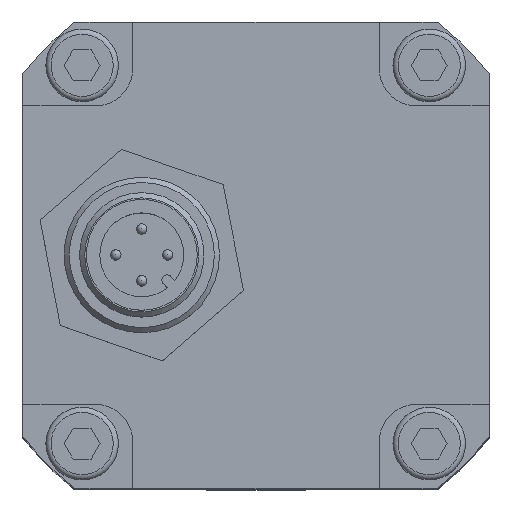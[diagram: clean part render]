
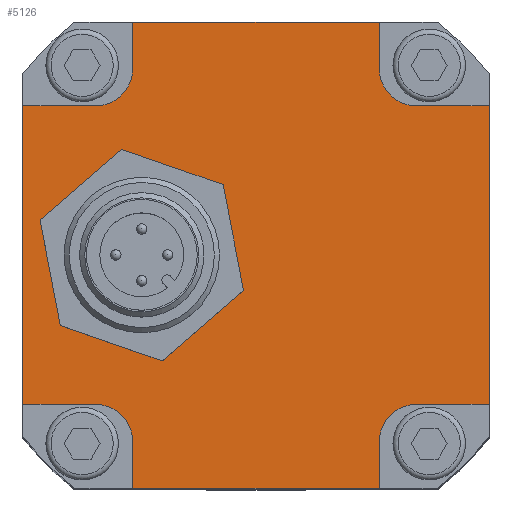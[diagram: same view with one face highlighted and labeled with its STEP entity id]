
A CAD part, top view. The second image highlights one B-rep face of the part: STEP entity #5126.
In plain terms, the highlighted planar face has unit normal (0, 0, 1).
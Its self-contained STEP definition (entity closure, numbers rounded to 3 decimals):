
#294=FACE_BOUND('',#1011,.T.);
#333=CIRCLE('',#5400,3.6);
#336=CIRCLE('',#5407,3.6);
#339=CIRCLE('',#5414,3.6);
#342=CIRCLE('',#5421,3.6);
#712=FACE_OUTER_BOUND('',#1010,.T.);
#1010=EDGE_LOOP('',(#4399,#4400,#4401,#4402,#4403,#4404,#4405,#4406,#4407,
#4408,#4409,#4410,#4411,#4412,#4413,#4414));
#1011=EDGE_LOOP('',(#4415,#4416,#4417,#4418,#4419,#4420));
#1071=LINE('',#7023,#1561);
#1075=LINE('',#7031,#1565);
#1078=LINE('',#7037,#1568);
#1081=LINE('',#7043,#1571);
#1084=LINE('',#7049,#1574);
#1087=LINE('',#7054,#1577);
#1409=LINE('',#8139,#1899);
#1413=LINE('',#8151,#1903);
#1419=LINE('',#8166,#1909);
#1423=LINE('',#8178,#1913);
#1429=LINE('',#8193,#1919);
#1433=LINE('',#8205,#1923);
#1439=LINE('',#8220,#1929);
#1443=LINE('',#8232,#1933);
#1455=LINE('',#8262,#1945);
#1513=LINE('',#8589,#2003);
#1514=LINE('',#8591,#2004);
#1515=LINE('',#8593,#2005);
#1561=VECTOR('',#5680,10.);
#1565=VECTOR('',#5686,10.);
#1568=VECTOR('',#5691,10.);
#1571=VECTOR('',#5696,10.);
#1574=VECTOR('',#5701,10.);
#1577=VECTOR('',#5706,10.);
#1899=VECTOR('',#6314,10.);
#1903=VECTOR('',#6326,10.);
#1909=VECTOR('',#6338,10.);
#1913=VECTOR('',#6350,10.);
#1919=VECTOR('',#6362,10.);
#1923=VECTOR('',#6374,10.);
#1929=VECTOR('',#6386,10.);
#1933=VECTOR('',#6398,10.);
#1945=VECTOR('',#6428,10.);
#2003=VECTOR('',#6798,10.);
#2004=VECTOR('',#6801,10.);
#2005=VECTOR('',#6804,10.);
#2051=VERTEX_POINT('',#7021);
#2052=VERTEX_POINT('',#7022);
#2055=VERTEX_POINT('',#7030);
#2057=VERTEX_POINT('',#7036);
#2059=VERTEX_POINT('',#7042);
#2061=VERTEX_POINT('',#7048);
#2323=VERTEX_POINT('',#8136);
#2324=VERTEX_POINT('',#8138);
#2326=VERTEX_POINT('',#8144);
#2328=VERTEX_POINT('',#8150);
#2333=VERTEX_POINT('',#8163);
#2334=VERTEX_POINT('',#8165);
#2336=VERTEX_POINT('',#8171);
#2338=VERTEX_POINT('',#8177);
#2343=VERTEX_POINT('',#8190);
#2344=VERTEX_POINT('',#8192);
#2346=VERTEX_POINT('',#8198);
#2348=VERTEX_POINT('',#8204);
#2353=VERTEX_POINT('',#8217);
#2354=VERTEX_POINT('',#8219);
#2356=VERTEX_POINT('',#8225);
#2358=VERTEX_POINT('',#8231);
#2546=EDGE_CURVE('',#2051,#2052,#1071,.T.);
#2550=EDGE_CURVE('',#2052,#2055,#1075,.T.);
#2553=EDGE_CURVE('',#2055,#2057,#1078,.T.);
#2556=EDGE_CURVE('',#2057,#2059,#1081,.T.);
#2559=EDGE_CURVE('',#2059,#2061,#1084,.T.);
#2562=EDGE_CURVE('',#2061,#2051,#1087,.T.);
#2950=EDGE_CURVE('',#2324,#2323,#1409,.T.);
#2953=EDGE_CURVE('',#2326,#2324,#333,.T.);
#2956=EDGE_CURVE('',#2328,#2326,#1413,.T.);
#2963=EDGE_CURVE('',#2334,#2333,#1419,.T.);
#2966=EDGE_CURVE('',#2336,#2334,#336,.T.);
#2969=EDGE_CURVE('',#2338,#2336,#1423,.T.);
#2976=EDGE_CURVE('',#2344,#2343,#1429,.T.);
#2979=EDGE_CURVE('',#2346,#2344,#339,.T.);
#2982=EDGE_CURVE('',#2348,#2346,#1433,.T.);
#2989=EDGE_CURVE('',#2354,#2353,#1439,.T.);
#2992=EDGE_CURVE('',#2356,#2354,#342,.T.);
#2995=EDGE_CURVE('',#2358,#2356,#1443,.T.);
#3011=EDGE_CURVE('',#2358,#2323,#1455,.T.);
#3166=EDGE_CURVE('',#2338,#2343,#1513,.T.);
#3167=EDGE_CURVE('',#2348,#2353,#1514,.T.);
#3168=EDGE_CURVE('',#2328,#2333,#1515,.T.);
#4399=ORIENTED_EDGE('',*,*,#2950,.T.);
#4400=ORIENTED_EDGE('',*,*,#3011,.F.);
#4401=ORIENTED_EDGE('',*,*,#2995,.T.);
#4402=ORIENTED_EDGE('',*,*,#2992,.T.);
#4403=ORIENTED_EDGE('',*,*,#2989,.T.);
#4404=ORIENTED_EDGE('',*,*,#3167,.F.);
#4405=ORIENTED_EDGE('',*,*,#2982,.T.);
#4406=ORIENTED_EDGE('',*,*,#2979,.T.);
#4407=ORIENTED_EDGE('',*,*,#2976,.T.);
#4408=ORIENTED_EDGE('',*,*,#3166,.F.);
#4409=ORIENTED_EDGE('',*,*,#2969,.T.);
#4410=ORIENTED_EDGE('',*,*,#2966,.T.);
#4411=ORIENTED_EDGE('',*,*,#2963,.T.);
#4412=ORIENTED_EDGE('',*,*,#3168,.F.);
#4413=ORIENTED_EDGE('',*,*,#2956,.T.);
#4414=ORIENTED_EDGE('',*,*,#2953,.T.);
#4415=ORIENTED_EDGE('',*,*,#2546,.T.);
#4416=ORIENTED_EDGE('',*,*,#2550,.T.);
#4417=ORIENTED_EDGE('',*,*,#2553,.T.);
#4418=ORIENTED_EDGE('',*,*,#2556,.T.);
#4419=ORIENTED_EDGE('',*,*,#2559,.T.);
#4420=ORIENTED_EDGE('',*,*,#2562,.T.);
#4873=PLANE('',#5590);
#5126=ADVANCED_FACE('',(#712,#294),#4873,.T.);
#5400=AXIS2_PLACEMENT_3D('',#8145,#6320,#6321);
#5407=AXIS2_PLACEMENT_3D('',#8172,#6344,#6345);
#5414=AXIS2_PLACEMENT_3D('',#8199,#6368,#6369);
#5421=AXIS2_PLACEMENT_3D('',#8226,#6392,#6393);
#5590=AXIS2_PLACEMENT_3D('',#8594,#6805,#6806);
#5680=DIRECTION('',(-0.189,0.982,0.));
#5686=DIRECTION('',(0.756,0.654,0.));
#5691=DIRECTION('',(0.945,-0.328,0.));
#5696=DIRECTION('',(0.189,-0.982,0.));
#5701=DIRECTION('',(-0.756,-0.654,0.));
#5706=DIRECTION('',(-0.945,0.328,0.));
#6314=DIRECTION('',(0.,-1.,0.));
#6320=DIRECTION('center_axis',(0.,0.,
-1.));
#6321=DIRECTION('ref_axis',(1.,0.,0.));
#6326=DIRECTION('',(1.,0.,0.));
#6338=DIRECTION('',(-1.,0.,0.));
#6344=DIRECTION('center_axis',(0.,0.,
-1.));
#6345=DIRECTION('ref_axis',(0.,-1.,0.));
#6350=DIRECTION('',(0.,-1.,0.));
#6362=DIRECTION('',(0.,1.,0.));
#6368=DIRECTION('center_axis',(0.,0.,
-1.));
#6369=DIRECTION('ref_axis',(-1.,0.,0.));
#6374=DIRECTION('',(-1.,0.,0.));
#6386=DIRECTION('',(1.,0.,0.));
#6392=DIRECTION('center_axis',(0.,0.,
-1.));
#6393=DIRECTION('ref_axis',(0.,1.,0.));
#6398=DIRECTION('',(0.,1.,0.));
#6428=DIRECTION('',(-1.,0.,0.));
#6798=DIRECTION('',(1.,0.,0.));
#6801=DIRECTION('',(0.,-1.,0.));
#6804=DIRECTION('',(0.,1.,0.));
#6805=DIRECTION('center_axis',(0.,0.,
1.));
#6806=DIRECTION('ref_axis',(1.,0.,0.));
#7021=CARTESIAN_POINT('',(-18.883,-6.801,96.3));
#7022=CARTESIAN_POINT('',(-20.844,3.405,96.3));
#7023=CARTESIAN_POINT('',(-20.157,-0.168,96.3));
#7030=CARTESIAN_POINT('',(-12.985,10.206,96.3));
#7031=CARTESIAN_POINT('',(-11.798,11.233,96.3));
#7036=CARTESIAN_POINT('',(-3.167,6.801,96.3));
#7037=CARTESIAN_POINT('',(-0.701,5.945,96.3));
#7042=CARTESIAN_POINT('',(-1.206,-3.405,96.3));
#7043=CARTESIAN_POINT('',(-1.5,-1.875,96.3));
#7048=CARTESIAN_POINT('',(-9.065,-10.206,96.3));
#7049=CARTESIAN_POINT('',(-3.948,-5.778,96.3));
#7054=CARTESIAN_POINT('',(-11.508,-9.358,96.3));
#8136=CARTESIAN_POINT('',(-11.9,-22.5,96.3));
#8138=CARTESIAN_POINT('',(-11.9,-18.,96.3));
#8139=CARTESIAN_POINT('',(-11.9,-11.25,96.3));
#8144=CARTESIAN_POINT('',(-15.5,-14.4,96.3));
#8145=CARTESIAN_POINT('Origin',(-15.5,-18.,96.3));
#8150=CARTESIAN_POINT('',(-22.5,-14.4,96.3));
#8151=CARTESIAN_POINT('',(-7.75,-14.4,96.3));
#8163=CARTESIAN_POINT('',(-22.5,14.4,96.3));
#8165=CARTESIAN_POINT('',(-15.5,14.4,96.3));
#8166=CARTESIAN_POINT('',(-11.25,14.4,96.3));
#8171=CARTESIAN_POINT('',(-11.9,18.,96.3));
#8172=CARTESIAN_POINT('Origin',(-15.5,18.,96.3));
#8177=CARTESIAN_POINT('',(-11.9,22.5,96.3));
#8178=CARTESIAN_POINT('',(-11.9,9.,96.3));
#8190=CARTESIAN_POINT('',(11.9,22.5,96.3));
#8192=CARTESIAN_POINT('',(11.9,18.,96.3));
#8193=CARTESIAN_POINT('',(11.9,11.25,96.3));
#8198=CARTESIAN_POINT('',(15.5,14.4,96.3));
#8199=CARTESIAN_POINT('Origin',(15.5,18.,96.3));
#8204=CARTESIAN_POINT('',(22.5,14.4,96.3));
#8205=CARTESIAN_POINT('',(7.75,14.4,96.3));
#8217=CARTESIAN_POINT('',(22.5,-14.4,96.3));
#8219=CARTESIAN_POINT('',(15.5,-14.4,96.3));
#8220=CARTESIAN_POINT('',(11.25,-14.4,96.3));
#8225=CARTESIAN_POINT('',(11.9,-18.,96.3));
#8226=CARTESIAN_POINT('Origin',(15.5,-18.,96.3));
#8231=CARTESIAN_POINT('',(11.9,-22.5,96.3));
#8232=CARTESIAN_POINT('',(11.9,-9.,96.3));
#8262=CARTESIAN_POINT('',(17.493,-22.5,96.3));
#8589=CARTESIAN_POINT('',(-17.493,22.5,96.3));
#8591=CARTESIAN_POINT('',(22.5,17.493,96.3));
#8593=CARTESIAN_POINT('',(-22.5,-17.493,96.3));
#8594=CARTESIAN_POINT('Origin',(0.,0.,
96.3));
